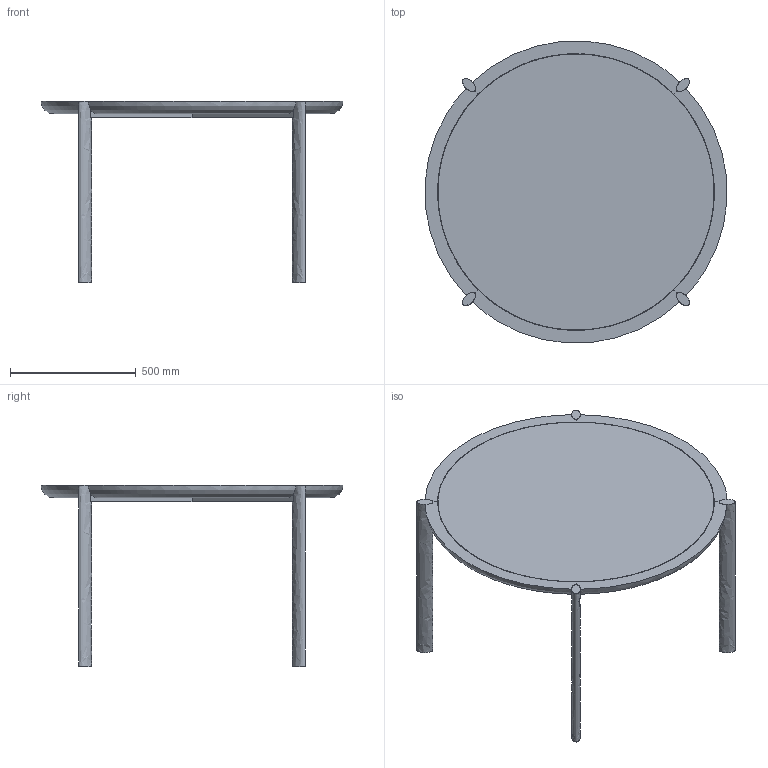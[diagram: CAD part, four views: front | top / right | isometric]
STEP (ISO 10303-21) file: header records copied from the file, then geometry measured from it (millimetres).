
FILE_DESCRIPTION(/* description */ (''),/* implementation_level */ '2;1');
FILE_NAME(/* name */ 'Spoke_CB-324_3D',/* time_stamp */ '2023-10-06T13:41:39+02:00',/* author */ (''),/* organization */ (''),/* preprocessor_version */ 'ST-DEVELOPER v16.5',/* originating_system */ 'Rhino 7.31',/* authorisation */ '');
FILE_SCHEMA (('AUTOMOTIVE_DESIGN'));
Length unit declared in the file: centimetre
Products named in the file (2): Document; Spoke_CB-324
Assembly tree (1 placements, depth 2):
  Document
    Spoke_CB-324
Bounding box: 1198.36 x 1198.36 x 720 mm (x, y, z)
Surface area: 3531602 mm2 (no closed solid volume)
Topology: 0 solids, 36 shells, 107 faces, 333 edges, 262 vertices
Faces by surface type: plane 74, bspline 32, cylinder 1
Full cylindrical faces by diameter (mm): 1098 x1
Entity records: 10937 total; most frequent: CARTESIAN_POINT 8563, ORIENTED_EDGE 478, EDGE_CURVE 333, B_SPLINE_CURVE_WITH_KNOTS 288, VERTEX_POINT 262, EDGE_LOOP 111, ADVANCED_FACE 107, FACE_OUTER_BOUND 107
